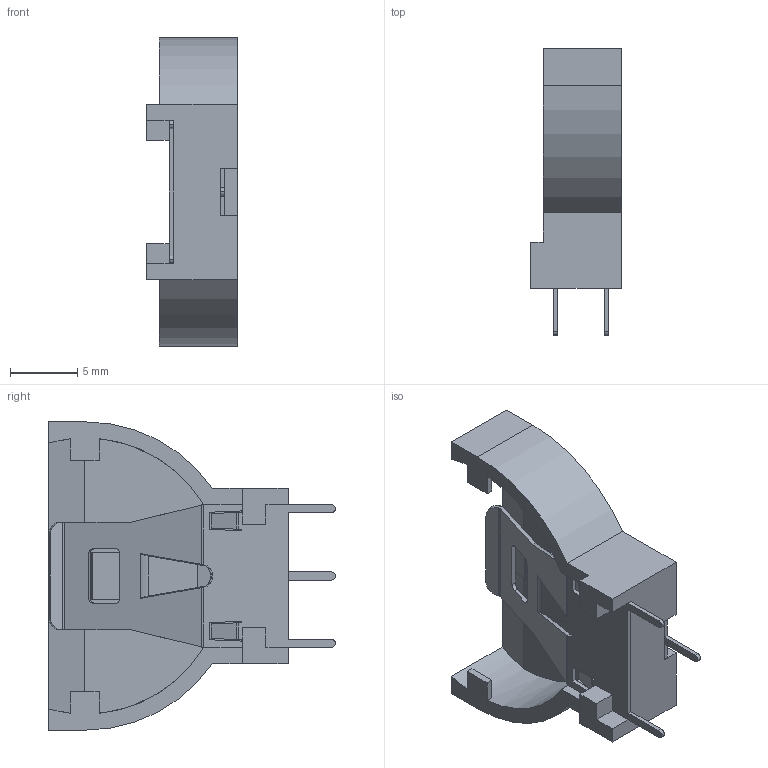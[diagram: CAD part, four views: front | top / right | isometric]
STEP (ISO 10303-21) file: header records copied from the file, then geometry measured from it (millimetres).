
FILE_DESCRIPTION (( 'STEP AP214' ), '1' );
FILE_NAME ('BS-5.STEP', '2020-12-28T20:39:18', ( '' ), ( '' ), 'SwSTEP 2.0', 'SolidWorks 2017', '' );
FILE_SCHEMA (( 'AUTOMOTIVE_DESIGN' ));
Length unit declared in the file: millimetre
Products named in the file (2): BS-5
Assembly tree (1 placements, depth 2):
  BS-5
    BS-5
Bounding box: 6.71 x 21.31 x 22.9 mm (x, y, z)
Volume: 729.5 mm3; surface area: 1737 mm2
Topology: 3 solids, 3 shells, 193 faces, 519 edges, 328 vertices
Faces by surface type: plane 133, cylinder 56, bspline 4
Entity records: 6073 total; most frequent: CARTESIAN_POINT 1184, ORIENTED_EDGE 1038, DIRECTION 953, EDGE_CURVE 519, LINE 391, VECTOR 391, VERTEX_POINT 328, AXIS2_PLACEMENT_3D 281
